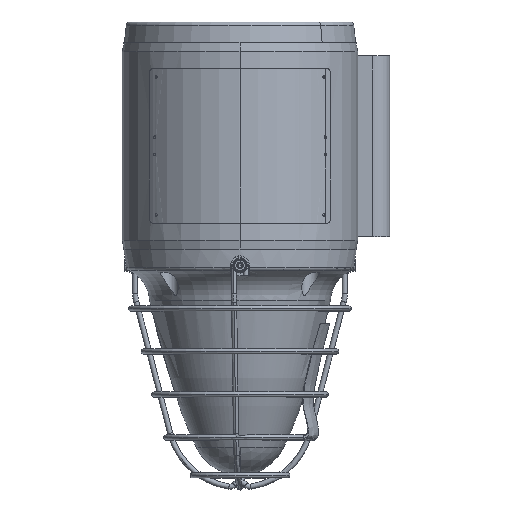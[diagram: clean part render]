
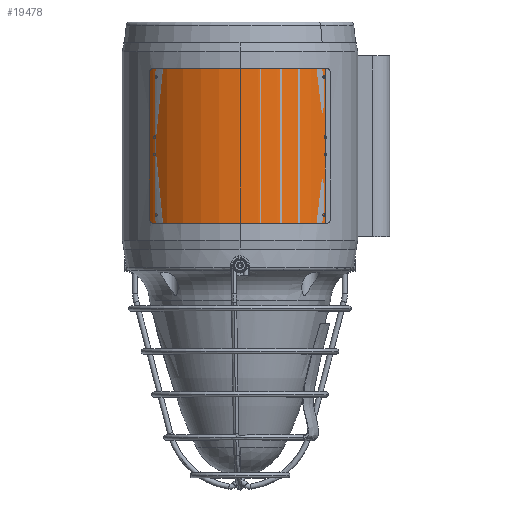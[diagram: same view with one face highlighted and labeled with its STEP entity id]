
A CAD part, top view. The second image highlights one B-rep face of the part: STEP entity #19478.
In plain terms, the highlighted cylindrical face has radius 68.5 mm (diameter 137 mm), a partial arc.
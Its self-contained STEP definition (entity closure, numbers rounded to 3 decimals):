
#241 = ORIENTED_EDGE ( 'NONE', *, *, #20304, .T. ) ;
#248 = VERTEX_POINT ( 'NONE', #7198 ) ;
#536 = DIRECTION ( 'NONE',  ( 0.725, 0., -0.688 ) ) ;
#605 = VERTEX_POINT ( 'NONE', #17768 ) ;
#906 = DIRECTION ( 'NONE',  ( 0., -1., 0. ) ) ;
#908 = B_SPLINE_CURVE_WITH_KNOTS ( 'NONE', 3,
 ( #2677, #16087, #6459, #15034, #20008, #18199, #8215, #13188, #16687, #7924, #2895, #9612, #13052, #19854, #16458, #21898 ),
 .UNSPECIFIED., .F., .F.,
 ( 4, 2, 2, 2, 2, 2, 2, 4 ),
 ( 0., 0.001, 0.001, 0.002, 0.002, 0.003, 0.004, 0.005 ),
 .UNSPECIFIED. ) ;
#1265 = EDGE_CURVE ( 'NONE', #14649, #19432, #14768, .T. ) ;
#1345 = EDGE_CURVE ( 'NONE', #17200, #19432, #20987, .T. ) ;
#1496 = FACE_OUTER_BOUND ( 'NONE', #1908, .T. ) ;
#1720 = DIRECTION ( 'NONE',  ( 0.725, 0., -0.688 ) ) ;
#1908 = EDGE_LOOP ( 'NONE', ( #8977, #20320, #241, #6163, #17436, #10866 ) ) ;
#2010 = AXIS2_PLACEMENT_3D ( 'NONE', #5697, #2438, #7678 ) ;
#2238 = VECTOR ( 'NONE', #10880, 1000. ) ;
#2438 = DIRECTION ( 'NONE',  ( 0., -1., 0. ) ) ;
#2473 = CARTESIAN_POINT ( 'NONE',  ( 49.688, 105.75, 47.152 ) ) ;
#2677 = CARTESIAN_POINT ( 'NONE',  ( -50.697, 105.75, 46.066 ) ) ;
#2895 = CARTESIAN_POINT ( 'NONE',  ( -52.269, 104.583, 44.274 ) ) ;
#3020 = LINE ( 'NONE', #3961, #9688 ) ;
#3716 = CARTESIAN_POINT ( 'NONE',  ( -52.568, 17.783, 43.919 ) ) ;
#3961 = CARTESIAN_POINT ( 'NONE',  ( -52.666, 105.75, 43.802 ) ) ;
#4291 = CARTESIAN_POINT ( 'NONE',  ( 49.688, 15.75, 47.152 ) ) ;
#5266 = CARTESIAN_POINT ( 'NONE',  ( -52.605, 17.974, 43.875 ) ) ;
#5481 = CARTESIAN_POINT ( 'NONE',  ( -50.697, 15.75, 46.066 ) ) ;
#5697 = CARTESIAN_POINT ( 'NONE',  ( 0., 105.75, 0. ) ) ;
#6163 = ORIENTED_EDGE ( 'NONE', *, *, #13888, .T. ) ;
#6459 = CARTESIAN_POINT ( 'NONE',  ( -50.96, 105.731, 45.775 ) ) ;
#6536 = CARTESIAN_POINT ( 'NONE',  ( -50.963, 15.75, 45.773 ) ) ;
#7198 = CARTESIAN_POINT ( 'NONE',  ( -52.666, 102.75, 43.802 ) ) ;
#7243 = DIRECTION ( 'NONE',  ( 0., 1., 0. ) ) ;
#7678 = DIRECTION ( 'NONE',  ( 0.725, 0., 0.688 ) ) ;
#7924 = CARTESIAN_POINT ( 'NONE',  ( -52.189, 104.734, 44.369 ) ) ;
#8215 = CARTESIAN_POINT ( 'NONE',  ( -51.695, 105.355, 44.943 ) ) ;
#8297 = CARTESIAN_POINT ( 'NONE',  ( -52.271, 16.922, 44.271 ) ) ;
#8626 = CARTESIAN_POINT ( 'NONE',  ( 0., 15.75, 0. ) ) ;
#8837 = CARTESIAN_POINT ( 'NONE',  ( -51.697, 16.147, 44.941 ) ) ;
#8977 = ORIENTED_EDGE ( 'NONE', *, *, #1265, .F. ) ;
#9612 = CARTESIAN_POINT ( 'NONE',  ( -52.411, 104.256, 44.107 ) ) ;
#9626 = B_SPLINE_CURVE_WITH_KNOTS ( 'NONE', 3,
 ( #18273, #14894, #15189, #5266, #3716, #10490, #20773, #8297, #10418, #13870, #16837, #8837, #9968, #12151, #6536, #5481 ),
 .UNSPECIFIED., .F., .F.,
 ( 4, 2, 2, 2, 2, 2, 2, 4 ),
 ( 0., 0.001, 0.001, 0.002, 0.002, 0.003, 0.004, 0.005 ),
 .UNSPECIFIED. ) ;
#9688 = VECTOR ( 'NONE', #906, 1000. ) ;
#9968 = CARTESIAN_POINT ( 'NONE',  ( -51.583, 16.054, 45.072 ) ) ;
#10139 = AXIS2_PLACEMENT_3D ( 'NONE', #17378, #7243, #536 ) ;
#10418 = CARTESIAN_POINT ( 'NONE',  ( -52.19, 16.767, 44.368 ) ) ;
#10490 = CARTESIAN_POINT ( 'NONE',  ( -52.471, 17.42, 44.035 ) ) ;
#10866 = ORIENTED_EDGE ( 'NONE', *, *, #1345, .T. ) ;
#10880 = DIRECTION ( 'NONE',  ( 0., -1., 0. ) ) ;
#11460 = CARTESIAN_POINT ( 'NONE',  ( -52.666, 18.75, 43.802 ) ) ;
#12151 = CARTESIAN_POINT ( 'NONE',  ( -51.225, 15.829, 45.479 ) ) ;
#12850 = AXIS2_PLACEMENT_3D ( 'NONE', #8626, #20337, #1720 ) ;
#13052 = CARTESIAN_POINT ( 'NONE',  ( -52.471, 104.081, 44.035 ) ) ;
#13188 = CARTESIAN_POINT ( 'NONE',  ( -51.908, 105.137, 44.697 ) ) ;
#13870 = CARTESIAN_POINT ( 'NONE',  ( -52.01, 16.491, 44.578 ) ) ;
#13888 = EDGE_CURVE ( 'NONE', #248, #21694, #3020, .T. ) ;
#13917 = CARTESIAN_POINT ( 'NONE',  ( 49.688, 105.75, 47.152 ) ) ;
#14649 = VERTEX_POINT ( 'NONE', #13917 ) ;
#14768 = LINE ( 'NONE', #2473, #2238 ) ;
#14894 = CARTESIAN_POINT ( 'NONE',  ( -52.666, 18.552, 43.802 ) ) ;
#15034 = CARTESIAN_POINT ( 'NONE',  ( -51.216, 105.655, 45.489 ) ) ;
#15189 = CARTESIAN_POINT ( 'NONE',  ( -52.653, 18.357, 43.817 ) ) ;
#16087 = CARTESIAN_POINT ( 'NONE',  ( -50.83, 105.75, 45.919 ) ) ;
#16458 = CARTESIAN_POINT ( 'NONE',  ( -52.666, 103.146, 43.802 ) ) ;
#16687 = CARTESIAN_POINT ( 'NONE',  ( -52.009, 105.011, 44.58 ) ) ;
#16837 = CARTESIAN_POINT ( 'NONE',  ( -51.912, 16.367, 44.693 ) ) ;
#17200 = VERTEX_POINT ( 'NONE', #19290 ) ;
#17378 = CARTESIAN_POINT ( 'NONE',  ( 0., 105.75, 0. ) ) ;
#17436 = ORIENTED_EDGE ( 'NONE', *, *, #20399, .T. ) ;
#17580 = CIRCLE ( 'NONE', #10139, 68.5 ) ;
#17670 = EDGE_CURVE ( 'NONE', #605, #14649, #17580, .T. ) ;
#17768 = CARTESIAN_POINT ( 'NONE',  ( -50.697, 105.75, 46.066 ) ) ;
#18199 = CARTESIAN_POINT ( 'NONE',  ( -51.582, 105.447, 45.073 ) ) ;
#18273 = CARTESIAN_POINT ( 'NONE',  ( -52.666, 18.75, 43.802 ) ) ;
#19290 = CARTESIAN_POINT ( 'NONE',  ( -50.697, 15.75, 46.066 ) ) ;
#19432 = VERTEX_POINT ( 'NONE', #4291 ) ;
#19478 = ADVANCED_FACE ( 'NONE', ( #1496 ), #21293, .T. ) ;
#19854 = CARTESIAN_POINT ( 'NONE',  ( -52.615, 103.54, 43.863 ) ) ;
#20008 = CARTESIAN_POINT ( 'NONE',  ( -51.342, 105.597, 45.346 ) ) ;
#20304 = EDGE_CURVE ( 'NONE', #605, #248, #908, .T. ) ;
#20320 = ORIENTED_EDGE ( 'NONE', *, *, #17670, .F. ) ;
#20337 = DIRECTION ( 'NONE',  ( 0., 1., 0. ) ) ;
#20399 = EDGE_CURVE ( 'NONE', #21694, #17200, #9626, .T. ) ;
#20773 = CARTESIAN_POINT ( 'NONE',  ( -52.412, 17.248, 44.105 ) ) ;
#20987 = CIRCLE ( 'NONE', #12850, 68.5 ) ;
#21293 = CYLINDRICAL_SURFACE ( 'NONE', #2010, 68.5 ) ;
#21694 = VERTEX_POINT ( 'NONE', #11460 ) ;
#21898 = CARTESIAN_POINT ( 'NONE',  ( -52.666, 102.75, 43.802 ) ) ;
